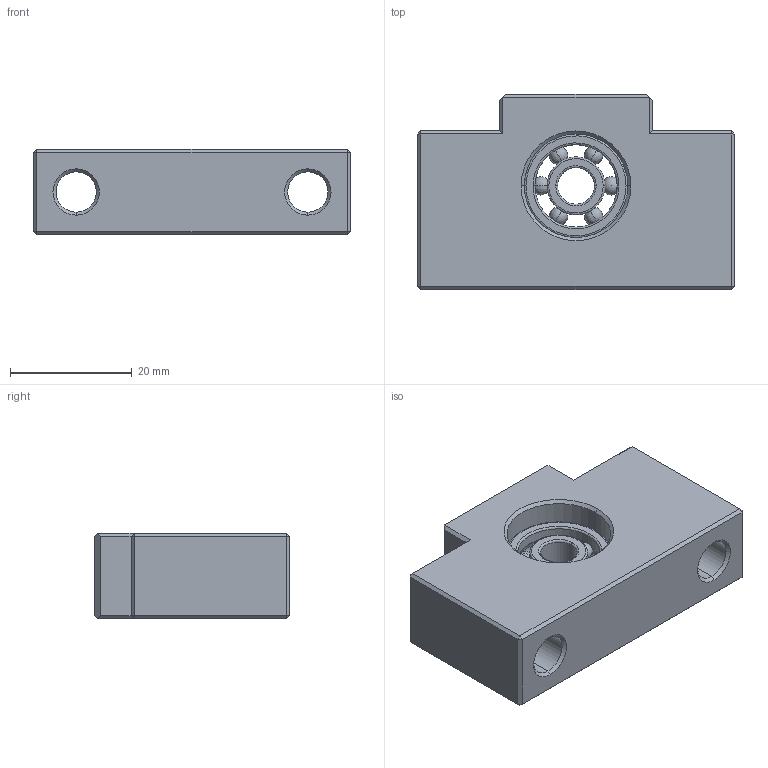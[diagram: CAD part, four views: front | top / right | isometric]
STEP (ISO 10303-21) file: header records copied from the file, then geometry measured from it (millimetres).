
FILE_DESCRIPTION (( 'STEP AP214' ), '1' );
FILE_NAME ('BFN08-Rollco.step', '2023-04-27T09:34:32', ( '' ), ( '' ), 'SwSTEP 2.0', 'SolidWorks 2010', '' );
FILE_SCHEMA (( 'AUTOMOTIVE_DESIGN' ));
Length unit declared in the file: millimetre
Products named in the file (3): BFN08-Rollco; BFN08_house; 606
Assembly tree (2 placements, depth 2):
  BFN08-Rollco
    606
    BFN08_house
Bounding box: 52 x 32 x 14 mm (x, y, z)
Volume: 15303.9 mm3; surface area: 8002.1 mm2
Topology: 9 solids, 9 shells, 114 faces, 251 edges, 135 vertices
Faces by surface type: plane 46, bspline 32, cylinder 22, cone 12, sphere 2
Entity records: 3441 total; most frequent: CARTESIAN_POINT 1005, DIRECTION 478, ORIENTED_EDGE 452, EDGE_CURVE 226, AXIS2_PLACEMENT_3D 181, VERTEX_POINT 132, EDGE_LOOP 126, VECTOR 116
